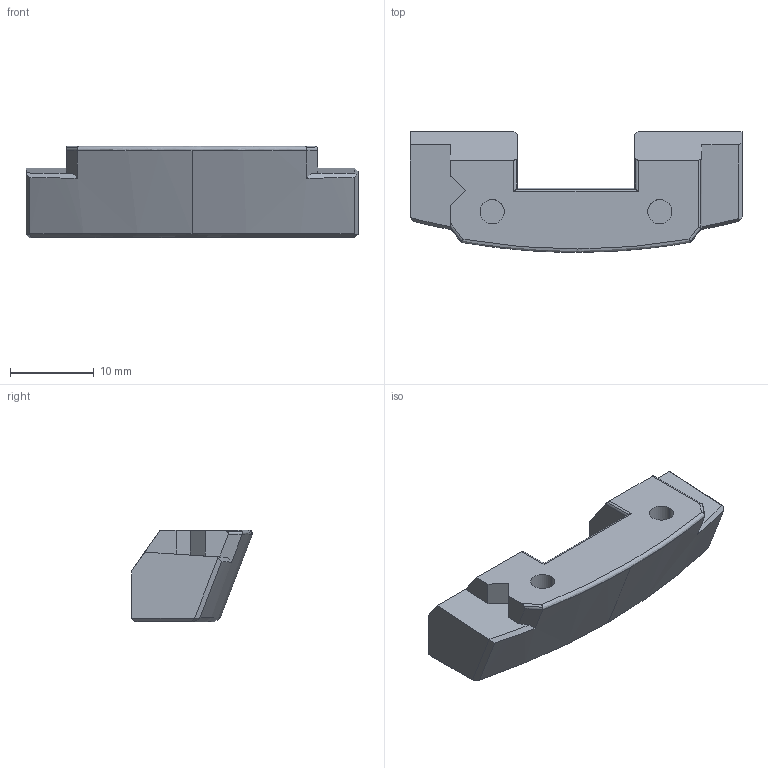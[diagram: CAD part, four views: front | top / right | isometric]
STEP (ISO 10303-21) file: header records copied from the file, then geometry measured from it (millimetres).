
FILE_DESCRIPTION(('STEP AP214'),'1');
FILE_NAME('lower half.stp','2021-08-10T16:37:33',(' '),(' '),'Spatial InterOp 3D',' ',' ');
FILE_SCHEMA(('AUTOMOTIVE_DESIGN { 1 0 10303 214 1 1 1 1 }'));
Length unit declared in the file: metre
Products named in the file (1): Solid
Bounding box: 39.6 x 14.41 x 10.91 mm (x, y, z)
Volume: 3378.2 mm3; surface area: 1954 mm2
Topology: 1 solids, 1 shells, 69 faces, 180 edges, 118 vertices
Faces by surface type: plane 42, cylinder 22, bspline 5
Entity records: 2737 total; most frequent: CARTESIAN_POINT 1026, ORIENTED_EDGE 360, DIRECTION 333, EDGE_CURVE 180, VERTEX_POINT 118, LINE 117, VECTOR 117, AXIS2_PLACEMENT_3D 108
